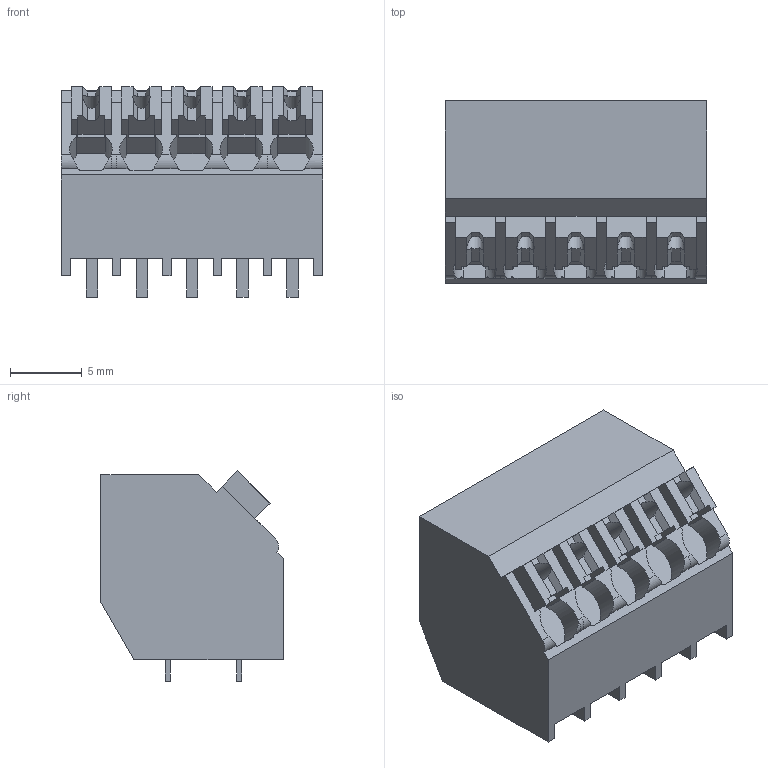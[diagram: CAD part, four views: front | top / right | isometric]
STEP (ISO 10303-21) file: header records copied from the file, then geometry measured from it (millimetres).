
FILE_DESCRIPTION(('CATIA V5 STEP Exchange','CAx-IF Rec.Pracs.--- Model Styling and Organization---1.2---2011-12-15'),'2;1');
FILE_NAME ('D1458457_0', '2018-03-26T16:56:17+00:00', ('none'), ('Weidmueller'), 'CATIA Version 5-6 Release 2014', 'CATIA V5 STEP AP214', 'none');
FILE_SCHEMA(('AUTOMOTIVE_DESIGN { 1 0 10303 214 1 1 1 1 }'));
Length unit declared in the file: millimetre
Products named in the file (1): 1885210000
Bounding box: 18.2 x 12.7 x 14.66 mm (x, y, z)
Volume: 2050.7 mm3; surface area: 2144.1 mm2
Topology: 16 solids, 16 shells, 315 faces, 903 edges, 620 vertices
Faces by surface type: plane 286, cylinder 29
Entity records: 9650 total; most frequent: CARTESIAN_POINT 1899, ORIENTED_EDGE 1806, DIRECTION 1233, EDGE_CURVE 903, VECTOR 782, LINE 782, VERTEX_POINT 620, EDGE_LOOP 325
